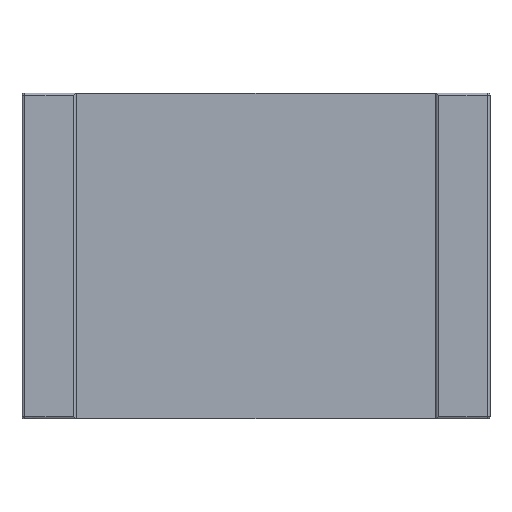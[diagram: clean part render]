
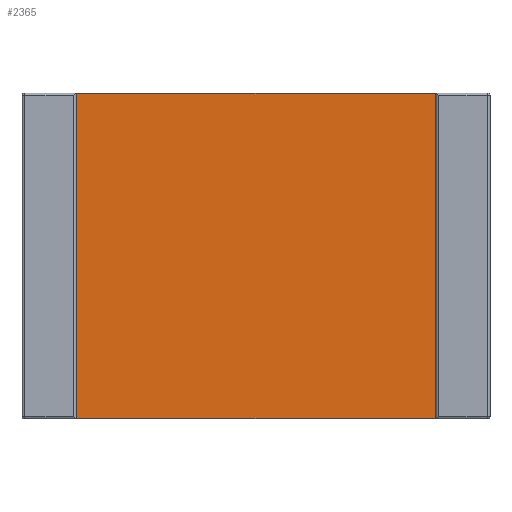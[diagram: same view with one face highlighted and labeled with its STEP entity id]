
A CAD part, front view. The second image highlights one B-rep face of the part: STEP entity #2365.
In plain terms, the highlighted planar face has unit normal (0, -1, 0).
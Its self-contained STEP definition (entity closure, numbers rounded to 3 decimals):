
#2218 = CARTESIAN_POINT ( 'NONE',  ( 3.508, 0.17, 2.56 ) ) ;
#2219 = VERTEX_POINT ( 'NONE', #2218 ) ;
#2220 = CARTESIAN_POINT ( 'NONE',  ( 3.508, 0.17, -2.56 ) ) ;
#2221 = VERTEX_POINT ( 'NONE', #2220 ) ;
#2222 = CARTESIAN_POINT ( 'NONE',  ( 3.508, 0.17, 2.56 ) ) ;
#2223 = DIRECTION ( 'NONE',  ( 0., 0., -1. ) ) ;
#2224 = VECTOR ( 'NONE', #2223, 1000. ) ;
#2225 = LINE ( 'NONE', #2222, #2224 ) ;
#2226 = EDGE_CURVE ( 'NONE', #2219, #2221, #2225, .T. ) ;
#2258 = CARTESIAN_POINT ( 'NONE',  ( -3.508, 0.17, -2.56 ) ) ;
#2259 = VERTEX_POINT ( 'NONE', #2258 ) ;
#2260 = CARTESIAN_POINT ( 'NONE',  ( -3.508, 0.17, -2.56 ) ) ;
#2261 = DIRECTION ( 'NONE',  ( -1., 0., 0. ) ) ;
#2262 = VECTOR ( 'NONE', #2261, 1000. ) ;
#2263 = LINE ( 'NONE', #2260, #2262 ) ;
#2264 = EDGE_CURVE ( 'NONE', #2221, #2259, #2263, .T. ) ;
#2289 = CARTESIAN_POINT ( 'NONE',  ( -3.508, 0.17, 2.56 ) ) ;
#2290 = VERTEX_POINT ( 'NONE', #2289 ) ;
#2291 = CARTESIAN_POINT ( 'NONE',  ( -3.508, 0.17, 2.56 ) ) ;
#2292 = DIRECTION ( 'NONE',  ( 0., 0., 1. ) ) ;
#2293 = VECTOR ( 'NONE', #2292, 1000. ) ;
#2294 = LINE ( 'NONE', #2291, #2293 ) ;
#2295 = EDGE_CURVE ( 'NONE', #2259, #2290, #2294, .T. ) ;
#2320 = CARTESIAN_POINT ( 'NONE',  ( -3.508, 0.17, 2.56 ) ) ;
#2321 = DIRECTION ( 'NONE',  ( 1., 0., 0. ) ) ;
#2322 = VECTOR ( 'NONE', #2321, 1000. ) ;
#2323 = LINE ( 'NONE', #2320, #2322 ) ;
#2324 = EDGE_CURVE ( 'NONE', #2290, #2219, #2323, .T. ) ;
#2354 = ORIENTED_EDGE ( 'NONE', *, *, #2226, .F. ) ;
#2355 = ORIENTED_EDGE ( 'NONE', *, *, #2324, .F. ) ;
#2356 = ORIENTED_EDGE ( 'NONE', *, *, #2295, .F. ) ;
#2357 = ORIENTED_EDGE ( 'NONE', *, *, #2264, .F. ) ;
#2358 = EDGE_LOOP ( 'NONE', ( #2354, #2355, #2356, #2357 ) ) ;
#2359 = FACE_OUTER_BOUND ( 'NONE', #2358, .T. ) ;
#2360 = CARTESIAN_POINT ( 'NONE',  ( 0., 0.17, 0. ) ) ;
#2361 = DIRECTION ( 'NONE',  ( 0., -1., 0. ) ) ;
#2362 = DIRECTION ( 'NONE',  ( 0., 0., -1. ) ) ;
#2363 = AXIS2_PLACEMENT_3D ( 'NONE', #2360, #2361, #2362 ) ;
#2364 = PLANE ( 'NONE', #2363 ) ;
#2365 = ADVANCED_FACE ( 'NONE', ( #2359 ), #2364, .T. ) ;
